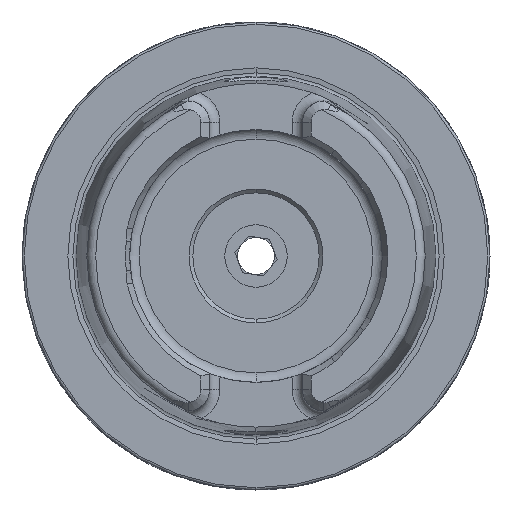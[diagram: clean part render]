
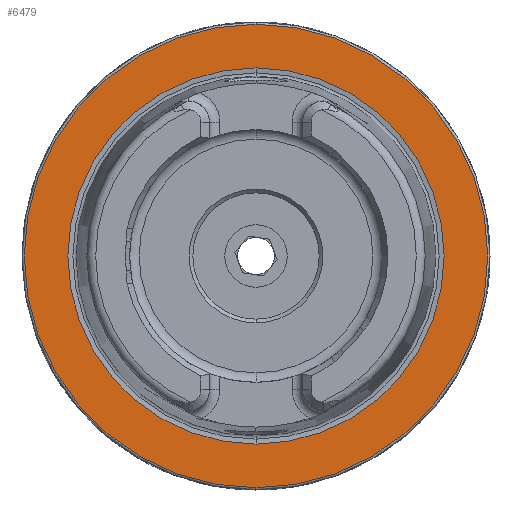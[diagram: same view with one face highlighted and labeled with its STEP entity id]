
A CAD part, left-side view. The second image highlights one B-rep face of the part: STEP entity #6479.
In plain terms, the highlighted planar face has unit normal (-1, 0, 0).
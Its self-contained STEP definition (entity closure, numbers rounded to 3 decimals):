
#339 = VERTEX_POINT ( 'NONE', #2795 ) ;
#389 = VERTEX_POINT ( 'NONE', #8244 ) ;
#394 = VERTEX_POINT ( 'NONE', #8319 ) ;
#573 = EDGE_LOOP ( 'NONE', ( #2535, #2536 ) ) ;
#652 = EDGE_LOOP ( 'NONE', ( #2537, #2538 ) ) ;
#1207 = CARTESIAN_POINT ( 'NONE',  ( 0., 0., -31.2 ) ) ;
#1214 = CARTESIAN_POINT ( 'NONE',  ( 0., 0., 0. ) ) ;
#1217 = DIRECTION ( 'NONE',  ( -1., 0., 0. ) ) ;
#1224 = DIRECTION ( 'NONE',  ( 0., 0., 1. ) ) ;
#1253 = CARTESIAN_POINT ( 'NONE',  ( 0., 0., 0. ) ) ;
#1254 = DIRECTION ( 'NONE',  ( 0., 0., 1. ) ) ;
#1264 = DIRECTION ( 'NONE',  ( -1., 0., 0. ) ) ;
#1560 = CARTESIAN_POINT ( 'NONE',  ( 0., 0., 0. ) ) ;
#1561 = DIRECTION ( 'NONE',  ( -1., 0., 0. ) ) ;
#1562 = DIRECTION ( 'NONE',  ( 0., 0., 1. ) ) ;
#1572 = CARTESIAN_POINT ( 'NONE',  ( 0., 0., 0. ) ) ;
#1573 = DIRECTION ( 'NONE',  ( -1., 0., 0. ) ) ;
#1574 = DIRECTION ( 'NONE',  ( 0., 0., 1. ) ) ;
#2535 = ORIENTED_EDGE ( 'NONE', *, *, #5830, .F. ) ;
#2536 = ORIENTED_EDGE ( 'NONE', *, *, #8524, .F. ) ;
#2537 = ORIENTED_EDGE ( 'NONE', *, *, #8520, .T. ) ;
#2538 = ORIENTED_EDGE ( 'NONE', *, *, #5829, .T. ) ;
#2795 = CARTESIAN_POINT ( 'NONE',  ( 0., 0., 25.324 ) ) ;
#4287 = DIRECTION ( 'NONE',  ( 1., 0., 0. ) ) ;
#4296 = CARTESIAN_POINT ( 'NONE',  ( 0., 31.2, 0. ) ) ;
#4297 = PLANE ( 'NONE',  #8212 ) ;
#4299 = DIRECTION ( 'NONE',  ( 0., 0., -1. ) ) ;
#5374 = CIRCLE ( 'NONE', #8858, 31.2 ) ;
#5377 = CIRCLE ( 'NONE', #8861, 25.324 ) ;
#5593 = CIRCLE ( 'NONE', #6114, 31.2 ) ;
#5597 = CIRCLE ( 'NONE', #6115, 25.324 ) ;
#5648 = VERTEX_POINT ( 'NONE', #1207 ) ;
#5829 = EDGE_CURVE ( 'NONE', #5648, #394, #5593, .T. ) ;
#5830 = EDGE_CURVE ( 'NONE', #339, #389, #5597, .T. ) ;
#6114 = AXIS2_PLACEMENT_3D ( 'NONE', #1214, #1217, #1224 ) ;
#6115 = AXIS2_PLACEMENT_3D ( 'NONE', #1253, #1264, #1254 ) ;
#6479 = ADVANCED_FACE ( 'NONE', ( #9459, #9456 ), #4297, .F. ) ;
#8212 = AXIS2_PLACEMENT_3D ( 'NONE', #4296, #4287, #4299 ) ;
#8244 = CARTESIAN_POINT ( 'NONE',  ( 0., 0., -25.324 ) ) ;
#8319 = CARTESIAN_POINT ( 'NONE',  ( 0., 0., 31.2 ) ) ;
#8520 = EDGE_CURVE ( 'NONE', #394, #5648, #5374, .T. ) ;
#8524 = EDGE_CURVE ( 'NONE', #389, #339, #5377, .T. ) ;
#8858 = AXIS2_PLACEMENT_3D ( 'NONE', #1560, #1561, #1562 ) ;
#8861 = AXIS2_PLACEMENT_3D ( 'NONE', #1572, #1573, #1574 ) ;
#9456 = FACE_OUTER_BOUND ( 'NONE', #652, .T. ) ;
#9459 = FACE_BOUND ( 'NONE', #573, .T. ) ;
